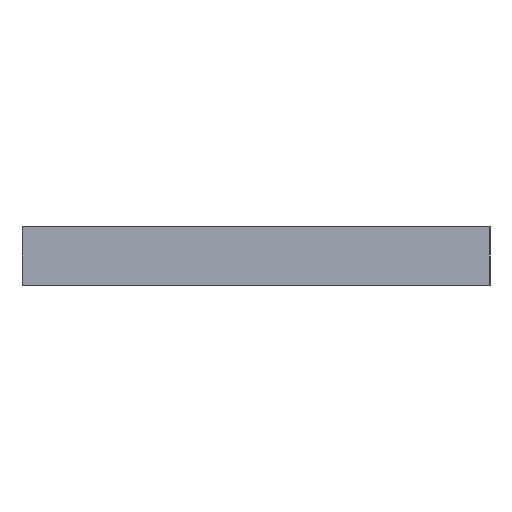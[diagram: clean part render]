
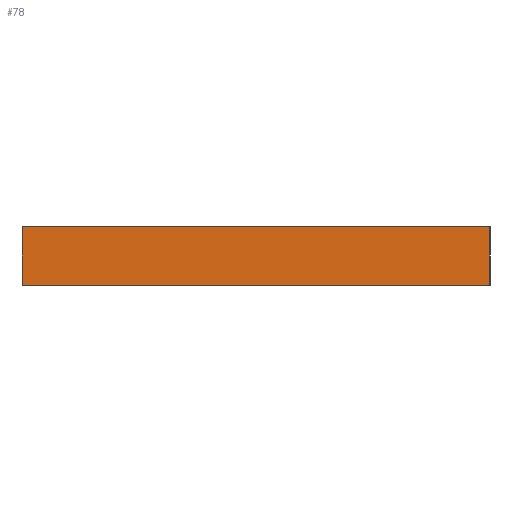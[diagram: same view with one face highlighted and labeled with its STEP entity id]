
A CAD part, left-side view. The second image highlights one B-rep face of the part: STEP entity #78.
In plain terms, the highlighted planar face has unit normal (-1, 0, 0).
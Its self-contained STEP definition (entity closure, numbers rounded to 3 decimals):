
#78 = ADVANCED_FACE( '', ( #281 ), #282, .F. );
#281 = FACE_OUTER_BOUND( '', #773, .T. );
#282 = PLANE( '', #774 );
#773 = EDGE_LOOP( '', ( #1277, #1278, #1279, #1280 ) );
#774 = AXIS2_PLACEMENT_3D( '', #1281, #1282, #1283 );
#1277 = ORIENTED_EDGE( '', *, *, #1972, .T. );
#1278 = ORIENTED_EDGE( '', *, *, #1979, .F. );
#1279 = ORIENTED_EDGE( '', *, *, #1980, .F. );
#1280 = ORIENTED_EDGE( '', *, *, #1981, .T. );
#1281 = CARTESIAN_POINT( '', ( -300., 200., 50. ) );
#1282 = DIRECTION( '', ( 1., 0., 0. ) );
#1283 = DIRECTION( '', ( 0., 0., -1. ) );
#1972 = EDGE_CURVE( '', #2272, #2273, #2274, .T. );
#1979 = EDGE_CURVE( '', #2284, #2273, #2286, .T. );
#1980 = EDGE_CURVE( '', #2287, #2284, #2288, .T. );
#1981 = EDGE_CURVE( '', #2287, #2272, #2289, .T. );
#2272 = VERTEX_POINT( '', #2676 );
#2273 = VERTEX_POINT( '', #2677 );
#2274 = LINE( '', #2678, #2679 );
#2284 = VERTEX_POINT( '', #2693 );
#2286 = LINE( '', #2696, #2697 );
#2287 = VERTEX_POINT( '', #2698 );
#2288 = LINE( '', #2699, #2700 );
#2289 = LINE( '', #2701, #2702 );
#2676 = CARTESIAN_POINT( '', ( -300., 200., 0. ) );
#2677 = CARTESIAN_POINT( '', ( -300., -200., 0. ) );
#2678 = CARTESIAN_POINT( '', ( -300., 200., 0. ) );
#2679 = VECTOR( '', #3188, 1000. );
#2693 = CARTESIAN_POINT( '', ( -300., -200., 50. ) );
#2696 = CARTESIAN_POINT( '', ( -300., -200., 50. ) );
#2697 = VECTOR( '', #3197, 1000. );
#2698 = CARTESIAN_POINT( '', ( -300., 200., 50. ) );
#2699 = CARTESIAN_POINT( '', ( -300., 200., 50. ) );
#2700 = VECTOR( '', #3198, 1000. );
#2701 = CARTESIAN_POINT( '', ( -300., 200., 50. ) );
#2702 = VECTOR( '', #3199, 1000. );
#3188 = DIRECTION( '', ( 0., -1., 0. ) );
#3197 = DIRECTION( '', ( 0., 0., -1. ) );
#3198 = DIRECTION( '', ( 0., -1., 0. ) );
#3199 = DIRECTION( '', ( 0., 0., -1. ) );
